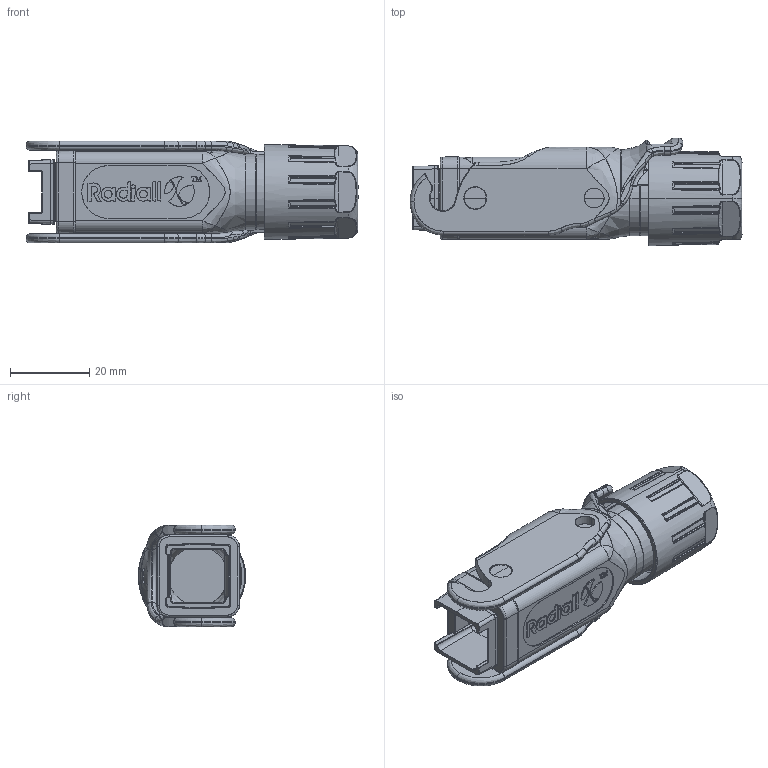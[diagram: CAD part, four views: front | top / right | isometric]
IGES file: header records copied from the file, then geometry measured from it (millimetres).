
Start section: SolidWorks IGES file using analytic representation for surfaces
Global section: file name: OCTI.127.100.IGS; native system: SolidWorks 2017; preprocessor: SolidWorks 2017; author: ALLEGRET_T; date: 200728.150325; units: millimetre
Bounding box: 83.79 x 27.1 x 25.7 mm (x, y, z)
Surface area: 26727.8 mm2 (no closed solid volume)
Topology: 0 solids, 0 shells, 1956 faces, 18797 edges, 18742 vertices
Faces by surface type: bspline 1378, revolution 578
